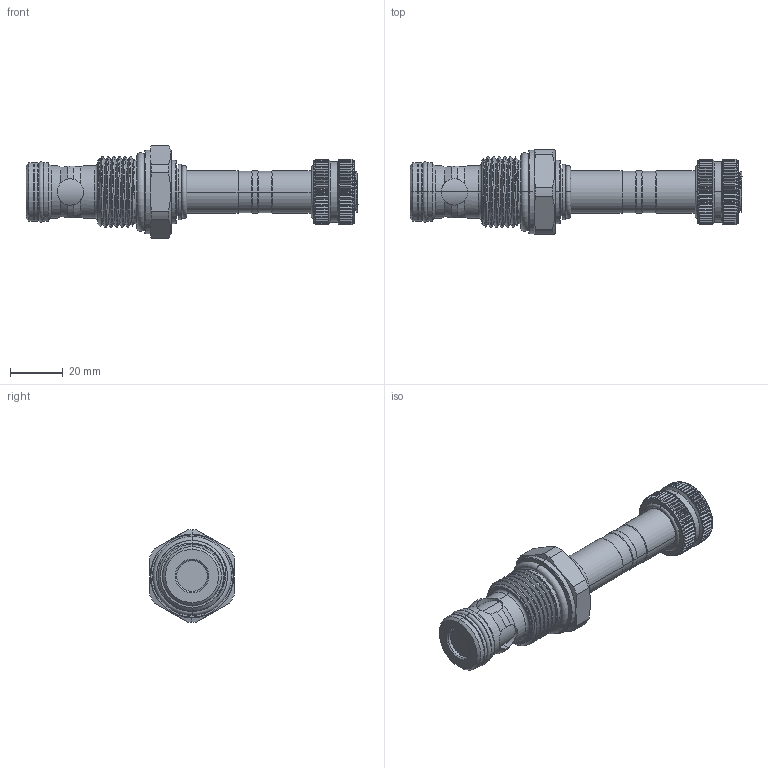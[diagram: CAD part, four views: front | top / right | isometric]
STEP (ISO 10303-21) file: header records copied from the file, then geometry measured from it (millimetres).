
FILE_DESCRIPTION (( 'STEP AP203' ), '1' );
FILE_NAME ('EP12W2C05N05.STEP', '2024-08-15T06:09:21', ( '' ), ( '' ), 'SwSTEP 2.0', 'SolidWorks 2018', '' );
FILE_SCHEMA (( 'CONFIG_CONTROL_DESIGN' ));
Products named in the file (1): EP12W2C05N05
Bounding box: 125.9 x 32 x 35.1 mm (x, y, z)
Volume: 45819.5 mm3; surface area: 12919.6 mm2
Topology: 1 solids, 1 shells, 1022 faces, 2699 edges, 1703 vertices
Faces by surface type: plane 418, cylinder 411, cone 152, torus 23, bspline 18
Entity records: 39620 total; most frequent: CARTESIAN_POINT 15309, ORIENTED_EDGE 5398, DIRECTION 4743, EDGE_CURVE 2699, AXIS2_PLACEMENT_3D 1841, VERTEX_POINT 1703, VECTOR 1061, LINE 1061
